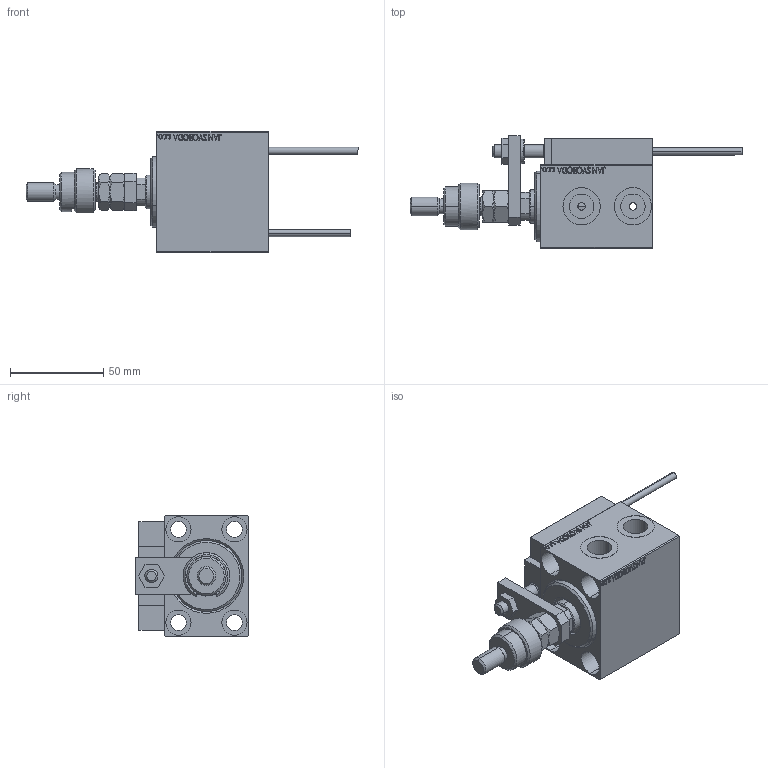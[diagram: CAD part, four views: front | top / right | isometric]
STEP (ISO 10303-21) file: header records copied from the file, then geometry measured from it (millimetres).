
FILE_DESCRIPTION (( 'STEP AP203' ), '1' );
FILE_NAME ('d7a1.STEP', '2022-04-17T11:41:47', ( '' ), ( '' ), 'SwSTEP 2.0', 'SolidWorks 2019', '' );
FILE_SCHEMA (( 'CONFIG_CONTROL_DESIGN' ));
Length unit declared in the file: millimetre
Products named in the file (18): ZARAZKA 9fff4bced7d667ea1beb3913fe3bce3c; V450CM_C_Body 9fff4bced7d667ea1beb3913fe3bce3c; SWITCH DIM B,W 9fff4bced7d667ea1beb3913fe3bce3c; Block 9fff4bced7d667ea1beb3913fe3bce3c; TYC_L79 9fff4bced7d667ea1beb3913fe3bce3c; SWITCH X 9fff4bced7d667ea1beb3913fe3bce3c; ALLEN BOLT D8 9fff4bced7d667ea1beb3913fe3bce3c; V450CM_VC_B 9fff4bced7d667ea1beb3913fe3bce3c; KONCOVKA 9fff4bced7d667ea1beb3913fe3bce3c; V450CM_C_VCP 9fff4bced7d667ea1beb3913fe3bce3c; MAGNET 9fff4bced7d667ea1beb3913fe3bce3c; X_Y_DFA 9fff4bced7d667ea1beb3913fe3bce3c; ALLEN BOLT D5 9fff4bced7d667ea1beb3913fe3bce3c; d7a1; MFA 9fff4bced7d667ea1beb3913fe3bce3c; SWITCH_X_FRONT_BACK 9fff4bced7d667ea1beb3913fe3bce3c; NUT_D12 9fff4bced7d667ea1beb3913fe3bce3c; FEMALE_PART_FOR_DFA 9fff4bced7d667ea1beb3913fe3bce3c
Assembly tree (27 placements, depth 3):
  d7a1
    V450CM_C_Body 9fff4bced7d667ea1beb3913fe3bce3c
    SWITCH X 9fff4bced7d667ea1beb3913fe3bce3c
      SWITCH_X_FRONT_BACK 9fff4bced7d667ea1beb3913fe3bce3c  x2
      TYC_L79 9fff4bced7d667ea1beb3913fe3bce3c
      Block 9fff4bced7d667ea1beb3913fe3bce3c  x2
      ALLEN BOLT D5 9fff4bced7d667ea1beb3913fe3bce3c  x4
      ALLEN BOLT D8 9fff4bced7d667ea1beb3913fe3bce3c  x4
      MAGNET 9fff4bced7d667ea1beb3913fe3bce3c  x2
      KONCOVKA 9fff4bced7d667ea1beb3913fe3bce3c  x2
    NUT_D12 9fff4bced7d667ea1beb3913fe3bce3c
    SWITCH DIM B,W 9fff4bced7d667ea1beb3913fe3bce3c
    ZARAZKA 9fff4bced7d667ea1beb3913fe3bce3c
    V450CM_C_VCP 9fff4bced7d667ea1beb3913fe3bce3c
    V450CM_VC_B 9fff4bced7d667ea1beb3913fe3bce3c
    X_Y_DFA 9fff4bced7d667ea1beb3913fe3bce3c
      FEMALE_PART_FOR_DFA 9fff4bced7d667ea1beb3913fe3bce3c
      MFA 9fff4bced7d667ea1beb3913fe3bce3c
Bounding box: 178 x 60.5 x 65 mm (x, y, z)
Volume: 205664.8 mm3; surface area: 67833.1 mm2
Topology: 25 solids, 25 shells, 1381 faces, 3282 edges, 2087 vertices
Faces by surface type: plane 592, bspline 380, cylinder 211, cone 146, torus 48, sphere 4
Entity records: 53492 total; most frequent: CARTESIAN_POINT 26793, ORIENTED_EDGE 5584, DIRECTION 3914, EDGE_CURVE 2792, VERTEX_POINT 1811, VECTOR 1554, LINE 1554, EDGE_LOOP 1301
